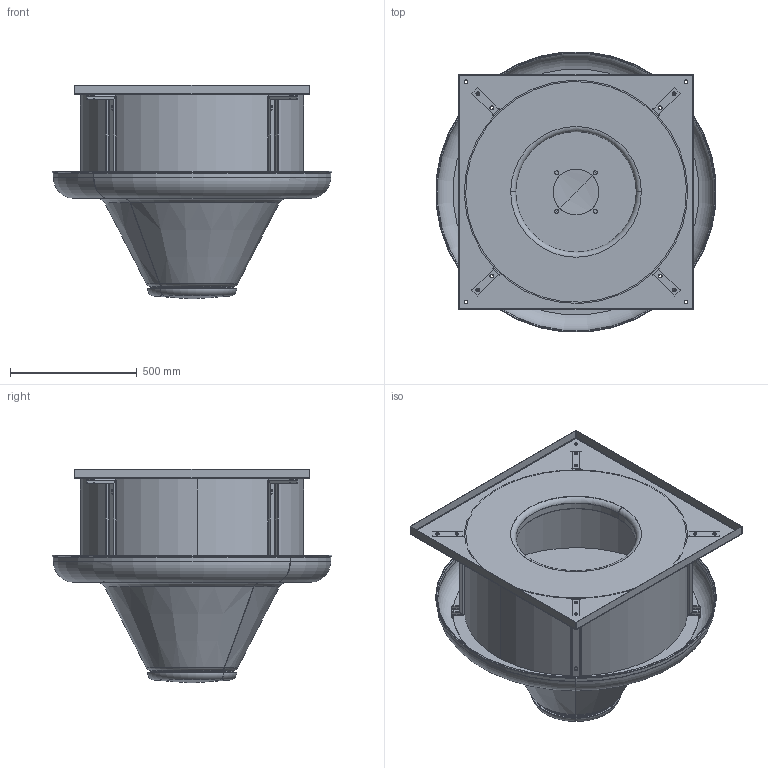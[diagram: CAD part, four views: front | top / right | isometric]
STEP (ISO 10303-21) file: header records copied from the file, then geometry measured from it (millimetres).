
FILE_DESCRIPTION (( 'STEP AP203' ), '1' );
FILE_NAME ('FC-AT 75.STEP', '2022-03-09T13:18:24', ( '' ), ( '' ), 'SwSTEP 2.0', 'SolidWorks 2018', '' );
FILE_SCHEMA (( 'CONFIG_CONTROL_DESIGN' ));
Length unit declared in the file: millimetre
Products named in the file (12): I925_Staffa sostegno FC75.STEP; Rete 75.STEP; K705_Staffa rinforzo portamotore piatto FC 63-71-75.STEP; FC-AT 75; K703_8PM2107_Portamotore FC63-71-75_Gr100-112 Rinf.STEP; FC-AT 75.STEP; E321.STEP; E469_5CO1503-CAPPELLO ALL 63-71-75-80.STEP; K704_Portamotore piatto FC63-71-75.STEP; 5BA6501.STEP; E296.STEP; E320.STEP
Assembly tree (20 placements, depth 4):
  FC-AT 75
    FC-AT 75.STEP
      K703_8PM2107_Portamotore FC63-71-75_Gr100-112 Rinf.STEP
        K704_Portamotore piatto FC63-71-75.STEP
        K705_Staffa rinforzo portamotore piatto FC 63-71-75.STEP  x4
      E469_5CO1503-CAPPELLO ALL 63-71-75-80.STEP
        E296.STEP
        E320.STEP
        E321.STEP  x4
      5BA6501.STEP
      I925_Staffa sostegno FC75.STEP  x4
      Rete 75.STEP
Bounding box: 1105.78 x 1105.78 x 842.67 mm (x, y, z)
Volume: 14176959.3 mm3; surface area: 9001482.9 mm2
Topology: 17 solids, 17 shells, 806 faces, 1940 edges, 1158 vertices
Faces by surface type: plane 374, cylinder 348, bspline 40, torus 36, cone 4, sphere 4
Entity records: 14087 total; most frequent: CARTESIAN_POINT 3942, DIRECTION 1885, ORIENTED_EDGE 1738, EDGE_CURVE 869, AXIS2_PLACEMENT_3D 725, VERTEX_POINT 526, EDGE_LOOP 437, VECTOR 435
